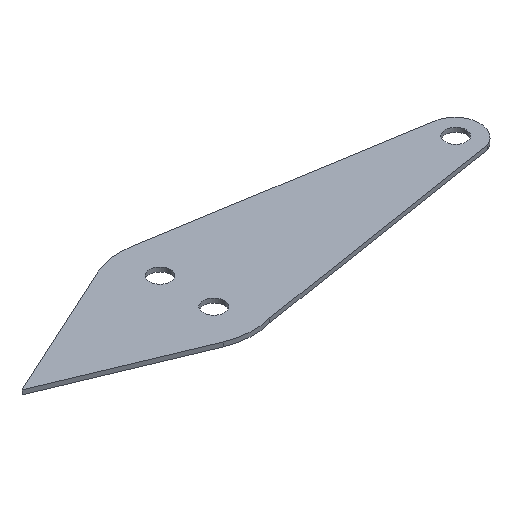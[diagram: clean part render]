
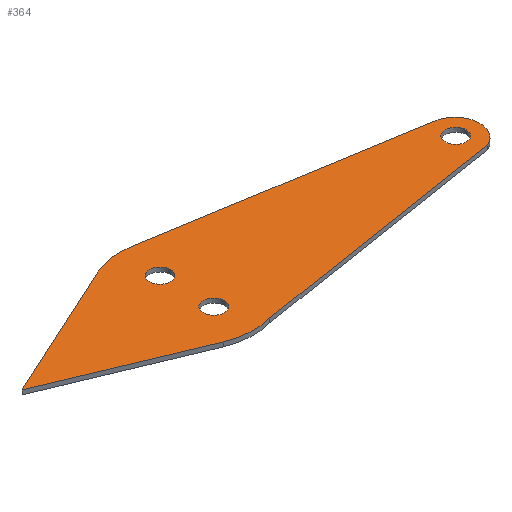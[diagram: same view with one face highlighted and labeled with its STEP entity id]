
A CAD part, isometric view. The second image highlights one B-rep face of the part: STEP entity #364.
In plain terms, the highlighted planar face has unit normal (0, 0, 1).
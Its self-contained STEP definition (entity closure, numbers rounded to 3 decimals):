
#88=DIRECTION('',(-0.923,0.384,0.));
#89=VECTOR('',#88,29.065);
#90=CARTESIAN_POINT('',(-4.875,-11.727,0.813));
#91=LINE('',#90,#89);
#92=DIRECTION('',(0.909,0.417,0.));
#93=VECTOR('',#92,29.065);
#94=CARTESIAN_POINT('',(-31.713,-0.571,0.813));
#95=LINE('',#94,#93);
#96=CARTESIAN_POINT('',(0.,0.,0.813));
#97=DIRECTION('',(0.,0.,-1.));
#98=DIRECTION('',(-0.417,0.909,0.));
#99=AXIS2_PLACEMENT_3D('',#96,#97,#98);
#101=DIRECTION('',(0.987,-0.162,0.));
#102=VECTOR('',#101,49.322);
#103=CARTESIAN_POINT('',(2.562,12.439,0.813));
#104=LINE('',#103,#102);
#105=CARTESIAN_POINT('',(50.472,-0.182,0.813));
#106=DIRECTION('',(0.,0.,-1.));
#107=DIRECTION('',(0.162,0.987,0.));
#108=AXIS2_PLACEMENT_3D('',#105,#106,#107);
#110=CARTESIAN_POINT('',(50.472,-0.182,0.813));
#111=DIRECTION('',(0.,0.,-1.));
#112=DIRECTION('',(1.,0.,0.));
#113=AXIS2_PLACEMENT_3D('',#110,#111,#112);
#115=DIRECTION('',(-0.988,-0.156,0.));
#116=VECTOR('',#115,49.478);
#117=CARTESIAN_POINT('',(52.35,-4.477,0.813));
#118=LINE('',#117,#116);
#119=CARTESIAN_POINT('',(0.,0.,0.813));
#120=DIRECTION('',(0.,0.,-1.));
#121=DIRECTION('',(0.274,-0.962,0.));
#122=AXIS2_PLACEMENT_3D('',#119,#120,#121);
#124=CARTESIAN_POINT('',(0.,5.08,0.813));
#125=DIRECTION('',(0.,0.,1.));
#126=DIRECTION('',(-1.,0.,0.));
#127=AXIS2_PLACEMENT_3D('',#124,#125,#126);
#129=CARTESIAN_POINT('',(0.,5.08,0.813));
#130=DIRECTION('',(0.,0.,1.));
#131=DIRECTION('',(1.,0.,0.));
#132=AXIS2_PLACEMENT_3D('',#129,#130,#131);
#134=CARTESIAN_POINT('',(0.,-5.08,0.813));
#135=DIRECTION('',(0.,0.,1.));
#136=DIRECTION('',(-1.,0.,0.));
#137=AXIS2_PLACEMENT_3D('',#134,#135,#136);
#139=CARTESIAN_POINT('',(0.,-5.08,0.813));
#140=DIRECTION('',(0.,0.,1.));
#141=DIRECTION('',(1.,0.,0.));
#142=AXIS2_PLACEMENT_3D('',#139,#140,#141);
#144=CARTESIAN_POINT('',(50.8,0.,0.813));
#145=DIRECTION('',(0.,0.,1.));
#146=DIRECTION('',(-1.,0.,0.));
#147=AXIS2_PLACEMENT_3D('',#144,#145,#146);
#149=CARTESIAN_POINT('',(50.8,0.,0.813));
#150=DIRECTION('',(0.,0.,1.));
#151=DIRECTION('',(1.,0.,0.));
#152=AXIS2_PLACEMENT_3D('',#149,#150,#151);
#202=CARTESIAN_POINT('',(-31.713,-0.571,0.813));
#203=VERTEX_POINT('',#202);
#204=CARTESIAN_POINT('',(-4.875,-11.727,0.813));
#205=VERTEX_POINT('',#204);
#230=CARTESIAN_POINT('',(48.816,0.,0.813));
#231=VERTEX_POINT('',#230);
#232=CARTESIAN_POINT('',(52.784,0.,0.813));
#233=VERTEX_POINT('',#232);
#234=CARTESIAN_POINT('',(-5.294,11.544,0.813));
#235=VERTEX_POINT('',#234);
#236=CARTESIAN_POINT('',(2.562,12.439,0.813));
#237=VERTEX_POINT('',#236);
#238=CARTESIAN_POINT('',(51.232,4.443,0.813));
#239=VERTEX_POINT('',#238);
#240=CARTESIAN_POINT('',(55.16,-0.182,0.813));
#241=CARTESIAN_POINT('',(52.35,-4.477,0.813));
#242=VERTEX_POINT('',#240);
#243=VERTEX_POINT('',#241);
#244=CARTESIAN_POINT('',(3.48,-12.214,0.813));
#245=VERTEX_POINT('',#244);
#246=CARTESIAN_POINT('',(-1.984,5.08,0.813));
#247=CARTESIAN_POINT('',(1.984,5.08,0.813));
#248=VERTEX_POINT('',#246);
#249=VERTEX_POINT('',#247);
#250=CARTESIAN_POINT('',(-1.984,-5.08,0.813));
#251=CARTESIAN_POINT('',(1.984,-5.08,0.813));
#252=VERTEX_POINT('',#250);
#253=VERTEX_POINT('',#251);
#325=CARTESIAN_POINT('',(0.,0.,0.813));
#326=DIRECTION('',(0.,0.,1.));
#327=DIRECTION('',(1.,0.,0.));
#328=AXIS2_PLACEMENT_3D('',#325,#326,#327);
#329=PLANE('',#328);
#330=ORIENTED_EDGE('',*,*,#263,.T.);
#332=ORIENTED_EDGE('',*,*,#331,.T.);
#334=ORIENTED_EDGE('',*,*,#333,.T.);
#336=ORIENTED_EDGE('',*,*,#335,.T.);
#338=ORIENTED_EDGE('',*,*,#337,.T.);
#340=ORIENTED_EDGE('',*,*,#339,.T.);
#342=ORIENTED_EDGE('',*,*,#341,.T.);
#343=ORIENTED_EDGE('',*,*,#318,.T.);
#344=EDGE_LOOP('',(#330,#332,#334,#336,#338,#340,#342,#343));
#345=FACE_OUTER_BOUND('',#344,.F.);
#347=ORIENTED_EDGE('',*,*,#346,.T.);
#349=ORIENTED_EDGE('',*,*,#348,.T.);
#350=EDGE_LOOP('',(#347,#349));
#351=FACE_BOUND('',#350,.F.);
#353=ORIENTED_EDGE('',*,*,#352,.T.);
#355=ORIENTED_EDGE('',*,*,#354,.T.);
#356=EDGE_LOOP('',(#353,#355));
#357=FACE_BOUND('',#356,.F.);
#359=ORIENTED_EDGE('',*,*,#358,.T.);
#361=ORIENTED_EDGE('',*,*,#360,.T.);
#362=EDGE_LOOP('',(#359,#361));
#363=FACE_BOUND('',#362,.F.);
#364=ADVANCED_FACE('',(#345,#351,#357,#363),#329,.T.);
#100=CIRCLE('',#99,12.7);
#109=CIRCLE('',#108,4.688);
#114=CIRCLE('',#113,4.688);
#123=CIRCLE('',#122,12.7);
#128=CIRCLE('',#127,1.984);
#133=CIRCLE('',#132,1.984);
#138=CIRCLE('',#137,1.984);
#143=CIRCLE('',#142,1.984);
#148=CIRCLE('',#147,1.984);
#153=CIRCLE('',#152,1.984);
#263=EDGE_CURVE('',#205,#203,#91,.T.);
#318=EDGE_CURVE('',#245,#205,#123,.T.);
#331=EDGE_CURVE('',#203,#235,#95,.T.);
#333=EDGE_CURVE('',#235,#237,#100,.T.);
#335=EDGE_CURVE('',#237,#239,#104,.T.);
#337=EDGE_CURVE('',#239,#242,#109,.T.);
#339=EDGE_CURVE('',#242,#243,#114,.T.);
#341=EDGE_CURVE('',#243,#245,#118,.T.);
#346=EDGE_CURVE('',#248,#249,#128,.T.);
#348=EDGE_CURVE('',#249,#248,#133,.T.);
#352=EDGE_CURVE('',#252,#253,#138,.T.);
#354=EDGE_CURVE('',#253,#252,#143,.T.);
#358=EDGE_CURVE('',#231,#233,#148,.T.);
#360=EDGE_CURVE('',#233,#231,#153,.T.);
